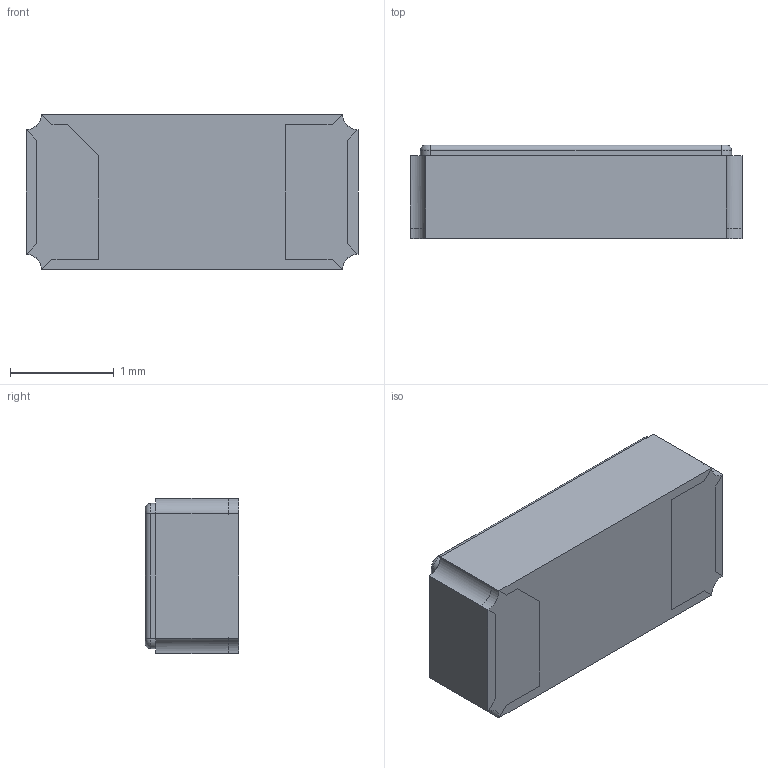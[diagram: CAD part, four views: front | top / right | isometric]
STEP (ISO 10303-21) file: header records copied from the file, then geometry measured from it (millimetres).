
FILE_DESCRIPTION (( 'STEP AP214' ), '1' );
FILE_NAME ('ECX-.327-CDX-2096.STEP', '2024-03-06T15:25:06', ( '' ), ( '' ), 'SwSTEP 2.0', 'SolidWorks 2021', '' );
FILE_SCHEMA (( 'AUTOMOTIVE_DESIGN' ));
Length unit declared in the file: millimetre
Products named in the file (1): ECX-.327-CDX-2096
Bounding box: 3.2 x 0.9 x 1.5 mm (x, y, z)
Volume: 4.2 mm3; surface area: 22 mm2
Topology: 3 solids, 3 shells, 76 faces, 190 edges, 120 vertices
Faces by surface type: plane 56, cylinder 16, torus 4
Entity records: 2752 total; most frequent: DIRECTION 388, CARTESIAN_POINT 387, ORIENTED_EDGE 380, EDGE_CURVE 190, VECTOR 146, LINE 146, AXIS2_PLACEMENT_3D 121, VERTEX_POINT 120
